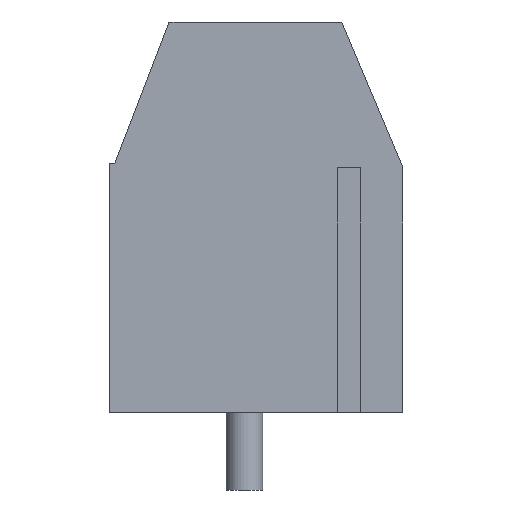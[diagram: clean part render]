
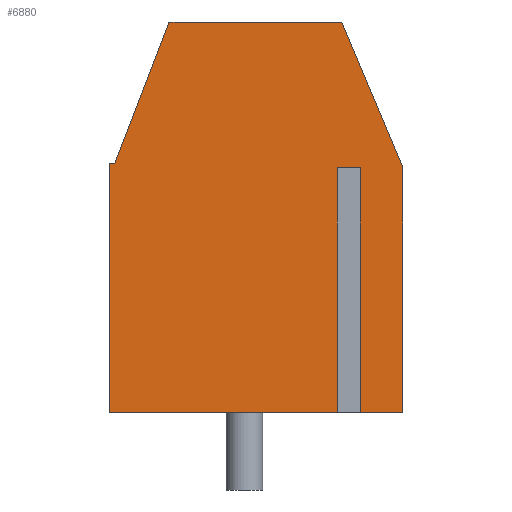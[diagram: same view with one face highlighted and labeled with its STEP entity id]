
A CAD part, front view. The second image highlights one B-rep face of the part: STEP entity #6880.
In plain terms, the highlighted planar face has unit normal (0, -1, 0).
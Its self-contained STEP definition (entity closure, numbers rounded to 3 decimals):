
#4 = CARTESIAN_POINT ( 'NONE',  ( 4.1, -7.5, 6.33 ) ) ;
#254 = VECTOR ( 'NONE', #8321, 1000. ) ;
#423 = DIRECTION ( 'NONE',  ( 1., 0., 0. ) ) ;
#442 = DIRECTION ( 'NONE',  ( 1., 0., 0. ) ) ;
#490 = EDGE_CURVE ( 'NONE', #3295, #2698, #1773, .T. ) ;
#494 = CARTESIAN_POINT ( 'NONE',  ( 2.395, -7.5, 6.33 ) ) ;
#559 = DIRECTION ( 'NONE',  ( 0., 0., -1. ) ) ;
#595 = CARTESIAN_POINT ( 'NONE',  ( 2.395, -7.5, 6.33 ) ) ;
#687 = DIRECTION ( 'NONE',  ( 1., 0., 0. ) ) ;
#810 = CARTESIAN_POINT ( 'NONE',  ( -3.354, -7.5, 6.45 ) ) ;
#816 = VERTEX_POINT ( 'NONE', #7730 ) ;
#826 = ORIENTED_EDGE ( 'NONE', *, *, #6037, .T. ) ;
#854 = PLANE ( 'NONE',  #8050 ) ;
#959 = VECTOR ( 'NONE', #1523, 1000. ) ;
#1098 = LINE ( 'NONE', #5145, #8116 ) ;
#1135 = LINE ( 'NONE', #2506, #5785 ) ;
#1523 = DIRECTION ( 'NONE',  ( -0.359, 0., -0.933 ) ) ;
#1525 = LINE ( 'NONE', #2985, #254 ) ;
#1575 = VECTOR ( 'NONE', #4059, 1000. ) ;
#1609 = DIRECTION ( 'NONE',  ( 0., 0., 1. ) ) ;
#1773 = LINE ( 'NONE', #8408, #3082 ) ;
#1821 = ORIENTED_EDGE ( 'NONE', *, *, #5702, .F. ) ;
#2030 = CARTESIAN_POINT ( 'NONE',  ( -3.5, -7.5, 0. ) ) ;
#2144 = ORIENTED_EDGE ( 'NONE', *, *, #4857, .T. ) ;
#2269 = EDGE_CURVE ( 'NONE', #816, #6905, #1098, .T. ) ;
#2330 = EDGE_CURVE ( 'NONE', #7577, #5802, #8043, .T. ) ;
#2372 = VECTOR ( 'NONE', #687, 1000. ) ;
#2486 = LINE ( 'NONE', #2628, #1575 ) ;
#2506 = CARTESIAN_POINT ( 'NONE',  ( -3.5, -7.5, 10.1 ) ) ;
#2606 = CARTESIAN_POINT ( 'NONE',  ( -3.5, -7.5, 0. ) ) ;
#2628 = CARTESIAN_POINT ( 'NONE',  ( 2.995, -7.5, 6.33 ) ) ;
#2642 = VERTEX_POINT ( 'NONE', #4204 ) ;
#2698 = VERTEX_POINT ( 'NONE', #7611 ) ;
#2735 = ORIENTED_EDGE ( 'NONE', *, *, #2269, .F. ) ;
#2890 = ORIENTED_EDGE ( 'NONE', *, *, #490, .T. ) ;
#2923 = ORIENTED_EDGE ( 'NONE', *, *, #6715, .T. ) ;
#2942 = ORIENTED_EDGE ( 'NONE', *, *, #2330, .T. ) ;
#2985 = CARTESIAN_POINT ( 'NONE',  ( 0., -7.5, 6.33 ) ) ;
#3082 = VECTOR ( 'NONE', #8357, 1000. ) ;
#3254 = VECTOR ( 'NONE', #7254, 1000. ) ;
#3255 = VERTEX_POINT ( 'NONE', #5639 ) ;
#3295 = VERTEX_POINT ( 'NONE', #4 ) ;
#3703 = EDGE_CURVE ( 'NONE', #3255, #2698, #1135, .T. ) ;
#3793 = DIRECTION ( 'NONE',  ( 0., 0., -1. ) ) ;
#3873 = VERTEX_POINT ( 'NONE', #595 ) ;
#3946 = CARTESIAN_POINT ( 'NONE',  ( 2.395, -7.5, 0. ) ) ;
#3977 = VECTOR ( 'NONE', #559, 1000. ) ;
#4047 = EDGE_CURVE ( 'NONE', #3295, #5802, #5957, .T. ) ;
#4059 = DIRECTION ( 'NONE',  ( 0., 0., -1. ) ) ;
#4204 = CARTESIAN_POINT ( 'NONE',  ( 2.995, -7.5, 6.33 ) ) ;
#4662 = CARTESIAN_POINT ( 'NONE',  ( -3.5, -7.5, 10.1 ) ) ;
#4779 = LINE ( 'NONE', #5478, #959 ) ;
#4792 = LINE ( 'NONE', #494, #3254 ) ;
#4821 = CARTESIAN_POINT ( 'NONE',  ( -3.5, -7.5, 10.1 ) ) ;
#4857 = EDGE_CURVE ( 'NONE', #3255, #6905, #4779, .T. ) ;
#5145 = CARTESIAN_POINT ( 'NONE',  ( -3.5, -7.5, 6.45 ) ) ;
#5242 = CARTESIAN_POINT ( 'NONE',  ( 4.1, -7.5, 10.1 ) ) ;
#5320 = EDGE_CURVE ( 'NONE', #3873, #7940, #4792, .T. ) ;
#5450 = ORIENTED_EDGE ( 'NONE', *, *, #4047, .F. ) ;
#5478 = CARTESIAN_POINT ( 'NONE',  ( -3.4, -7.5, 6.33 ) ) ;
#5639 = CARTESIAN_POINT ( 'NONE',  ( -1.95, -7.5, 10.1 ) ) ;
#5702 = EDGE_CURVE ( 'NONE', #2642, #3873, #1525, .T. ) ;
#5709 = DIRECTION ( 'NONE',  ( 1., 0., 0. ) ) ;
#5785 = VECTOR ( 'NONE', #5709, 1000. ) ;
#5802 = VERTEX_POINT ( 'NONE', #7845 ) ;
#5957 = LINE ( 'NONE', #5242, #8123 ) ;
#6037 = EDGE_CURVE ( 'NONE', #2642, #7577, #2486, .T. ) ;
#6187 = ORIENTED_EDGE ( 'NONE', *, *, #7879, .T. ) ;
#6313 = VECTOR ( 'NONE', #423, 1000. ) ;
#6454 = CARTESIAN_POINT ( 'NONE',  ( -3.5, -7.5, 0. ) ) ;
#6471 = CARTESIAN_POINT ( 'NONE',  ( 2.995, -7.5, 0. ) ) ;
#6715 = EDGE_CURVE ( 'NONE', #816, #6748, #7393, .T. ) ;
#6748 = VERTEX_POINT ( 'NONE', #2606 ) ;
#6880 = ADVANCED_FACE ( 'NONE', ( #8239 ), #854, .F. ) ;
#6905 = VERTEX_POINT ( 'NONE', #810 ) ;
#6916 = DIRECTION ( 'NONE',  ( 0., 1., 0. ) ) ;
#7224 = LINE ( 'NONE', #6454, #6313 ) ;
#7254 = DIRECTION ( 'NONE',  ( 0., 0., -1. ) ) ;
#7393 = LINE ( 'NONE', #4662, #3977 ) ;
#7577 = VERTEX_POINT ( 'NONE', #6471 ) ;
#7611 = CARTESIAN_POINT ( 'NONE',  ( 2.52, -7.5, 10.1 ) ) ;
#7730 = CARTESIAN_POINT ( 'NONE',  ( -3.5, -7.5, 6.45 ) ) ;
#7845 = CARTESIAN_POINT ( 'NONE',  ( 4.1, -7.5, 0. ) ) ;
#7879 = EDGE_CURVE ( 'NONE', #6748, #7940, #7224, .T. ) ;
#7940 = VERTEX_POINT ( 'NONE', #3946 ) ;
#8043 = LINE ( 'NONE', #2030, #2372 ) ;
#8050 = AXIS2_PLACEMENT_3D ( 'NONE', #4821, #6916, #1609 ) ;
#8058 = ORIENTED_EDGE ( 'NONE', *, *, #5320, .F. ) ;
#8116 = VECTOR ( 'NONE', #442, 1000. ) ;
#8123 = VECTOR ( 'NONE', #3793, 1000. ) ;
#8239 = FACE_OUTER_BOUND ( 'NONE', #8320, .T. ) ;
#8320 = EDGE_LOOP ( 'NONE', ( #8058, #1821, #826, #2942, #5450, #2890, #8655, #2144, #2735, #2923, #6187 ) ) ;
#8321 = DIRECTION ( 'NONE',  ( -1., 0., 0. ) ) ;
#8357 = DIRECTION ( 'NONE',  ( -0.387, 0., 0.922 ) ) ;
#8408 = CARTESIAN_POINT ( 'NONE',  ( 2.52, -7.5, 10.1 ) ) ;
#8655 = ORIENTED_EDGE ( 'NONE', *, *, #3703, .F. ) ;
